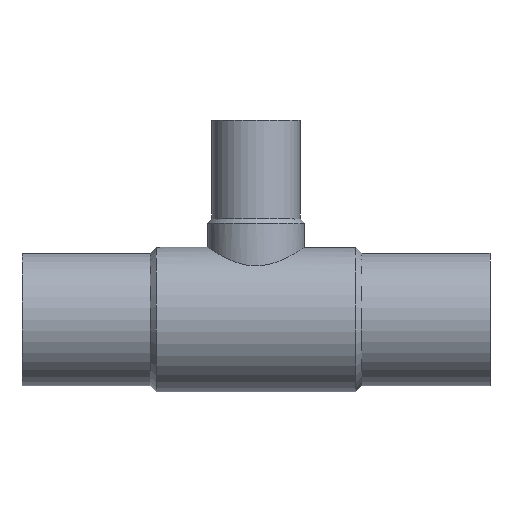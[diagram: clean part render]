
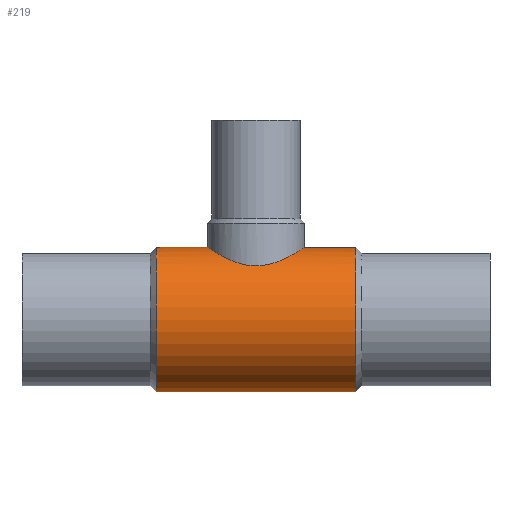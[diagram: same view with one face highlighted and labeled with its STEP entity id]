
A CAD part, top view. The second image highlights one B-rep face of the part: STEP entity #219.
In plain terms, the highlighted cylindrical face has radius 40.9 mm (diameter 81.8 mm), a partial arc.
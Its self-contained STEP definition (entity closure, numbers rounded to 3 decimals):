
#135 = VERTEX_POINT( '', #362 );
#137 = VERTEX_POINT( '', #364 );
#155 = EDGE_CURVE( '', #157, #333, #386, .T. );
#157 = VERTEX_POINT( '', #388 );
#181 = EDGE_CURVE( '', #135, #315, #415, .T. );
#199 = VERTEX_POINT( '', #434 );
#203 = EDGE_CURVE( '', #137, #157, #438, .T. );
#219 = ADVANCED_FACE( '', ( #454 ), #455, .T. );
#233 = EDGE_CURVE( '', #199, #137, #470, .T. );
#297 = EDGE_CURVE( '', #333, #135, #546, .T. );
#315 = VERTEX_POINT( '', #566 );
#329 = EDGE_CURVE( '', #199, #315, #581, .T. );
#333 = VERTEX_POINT( '', #586 );
#362 = CARTESIAN_POINT( '', ( -159.8, 40.9, 0. ) );
#364 = CARTESIAN_POINT( '', ( -75.9, -40.9, 0. ) );
#386 = LINE( '', #688, #689 );
#388 = CARTESIAN_POINT( '', ( -75.9, 40.9, 0. ) );
#415 = LINE( '', #731, #732 );
#434 = CARTESIAN_POINT( '', ( -189.1, -40.9, 0. ) );
#438 = CIRCLE( '', #762, 40.9 );
#454 = FACE_OUTER_BOUND( '', #782, .T. );
#455 = CYLINDRICAL_SURFACE( '', #783, 40.9 );
#470 = LINE( '', #803, #804 );
#546 = B_SPLINE_CURVE_WITH_KNOTS( '', 3, ( #960, #961, #962, #963, #964, #965, #966, #967, #968, #969, #970, #971, #972, #973, #974, #975, #976, #977, #978, #979, #980, #981, #982, #983, #984, #985, #986, #987, #988, #989, #990, #991, #992, #993, #994, #995, #996, #997, #998, #999, #1000, #1001, #1002, #1003, #1004, #1005, #1006, #1007, #1008, #1009, #1010, #1011, #1012, #1013, #1014, #1015, #1016, #1017, #1018, #1019, #1020, #1021 ), .UNSPECIFIED., .F., .F., ( 4, 2, 2, 2, 2, 2, 2, 2, 2, 2, 2, 2, 2, 2, 2, 2, 2, 2, 2, 2, 2, 2, 2, 2, 2, 2, 2, 2, 2, 2, 4 ), ( 42.851, 45.514, 48.178, 50.841, 53.504, 56.167, 58.831, 61.494, 64.157, 66.85, 69.544, 74.93, 77.623, 80.316, 83.009, 85.702, 88.395, 91.088, 93.781, 96.475, 101.861, 104.554, 107.247, 109.91, 112.573, 115.237, 117.9, 120.563, 123.227, 125.89, 128.553 ), .UNSPECIFIED. );
#566 = CARTESIAN_POINT( '', ( -189.1, 40.9, 0. ) );
#581 = CIRCLE( '', #1116, 40.9 );
#586 = CARTESIAN_POINT( '', ( -105.2, 40.9, 0. ) );
#688 = CARTESIAN_POINT( '', ( -132.5, 40.9, 0. ) );
#689 = VECTOR( '', #1168, 1. );
#731 = CARTESIAN_POINT( '', ( -132.5, 40.9, 0. ) );
#732 = VECTOR( '', #1191, 1. );
#762 = AXIS2_PLACEMENT_3D( '', #1208, #1209, #1210 );
#782 = EDGE_LOOP( '', ( #1228, #1229, #1230, #1231, #1232, #1233 ) );
#783 = AXIS2_PLACEMENT_3D( '', #1234, #1235, #1236 );
#803 = CARTESIAN_POINT( '', ( -132.5, -40.9, 0. ) );
#804 = VECTOR( '', #1252, 1. );
#960 = CARTESIAN_POINT( '', ( -105.2, 40.9, 0. ) );
#961 = CARTESIAN_POINT( '', ( -105.2, 40.9, 0.888 ) );
#962 = CARTESIAN_POINT( '', ( -105.243, 40.871, 1.786 ) );
#963 = CARTESIAN_POINT( '', ( -105.422, 40.752, 3.587 ) );
#964 = CARTESIAN_POINT( '', ( -105.556, 40.663, 4.489 ) );
#965 = CARTESIAN_POINT( '', ( -105.916, 40.425, 6.279 ) );
#966 = CARTESIAN_POINT( '', ( -106.142, 40.277, 7.168 ) );
#967 = CARTESIAN_POINT( '', ( -106.681, 39.926, 8.916 ) );
#968 = CARTESIAN_POINT( '', ( -106.994, 39.724, 9.775 ) );
#969 = CARTESIAN_POINT( '', ( -107.7, 39.274, 11.45 ) );
#970 = CARTESIAN_POINT( '', ( -108.094, 39.026, 12.266 ) );
#971 = CARTESIAN_POINT( '', ( -108.954, 38.494, 13.845 ) );
#972 = CARTESIAN_POINT( '', ( -109.42, 38.211, 14.608 ) );
#973 = CARTESIAN_POINT( '', ( -110.412, 37.62, 16.068 ) );
#974 = CARTESIAN_POINT( '', ( -110.938, 37.313, 16.767 ) );
#975 = CARTESIAN_POINT( '', ( -112.037, 36.689, 18.091 ) );
#976 = CARTESIAN_POINT( '', ( -112.609, 36.372, 18.717 ) );
#977 = CARTESIAN_POINT( '', ( -113.79, 35.74, 19.898 ) );
#978 = CARTESIAN_POINT( '', ( -114.421, 35.412, 20.474 ) );
#979 = CARTESIAN_POINT( '', ( -115.752, 34.752, 21.576 ) );
#980 = CARTESIAN_POINT( '', ( -116.452, 34.419, 22.102 ) );
#981 = CARTESIAN_POINT( '', ( -118.642, 33.435, 23.587 ) );
#982 = CARTESIAN_POINT( '', ( -120.224, 32.799, 24.451 ) );
#983 = CARTESIAN_POINT( '', ( -122.722, 31.977, 25.505 ) );
#984 = CARTESIAN_POINT( '', ( -123.576, 31.725, 25.816 ) );
#985 = CARTESIAN_POINT( '', ( -125.315, 31.28, 26.353 ) );
#986 = CARTESIAN_POINT( '', ( -126.2, 31.088, 26.579 ) );
#987 = CARTESIAN_POINT( '', ( -127.988, 30.775, 26.94 ) );
#988 = CARTESIAN_POINT( '', ( -128.89, 30.655, 27.076 ) );
#989 = CARTESIAN_POINT( '', ( -130.698, 30.495, 27.256 ) );
#990 = CARTESIAN_POINT( '', ( -131.602, 30.455, 27.3 ) );
#991 = CARTESIAN_POINT( '', ( -133.398, 30.455, 27.3 ) );
#992 = CARTESIAN_POINT( '', ( -134.302, 30.495, 27.256 ) );
#993 = CARTESIAN_POINT( '', ( -136.11, 30.655, 27.076 ) );
#994 = CARTESIAN_POINT( '', ( -137.012, 30.775, 26.94 ) );
#995 = CARTESIAN_POINT( '', ( -138.8, 31.088, 26.579 ) );
#996 = CARTESIAN_POINT( '', ( -139.685, 31.28, 26.353 ) );
#997 = CARTESIAN_POINT( '', ( -141.424, 31.725, 25.816 ) );
#998 = CARTESIAN_POINT( '', ( -142.278, 31.977, 25.505 ) );
#999 = CARTESIAN_POINT( '', ( -144.776, 32.799, 24.451 ) );
#1000 = CARTESIAN_POINT( '', ( -146.358, 33.435, 23.587 ) );
#1001 = CARTESIAN_POINT( '', ( -148.548, 34.419, 22.102 ) );
#1002 = CARTESIAN_POINT( '', ( -149.248, 34.752, 21.576 ) );
#1003 = CARTESIAN_POINT( '', ( -150.579, 35.412, 20.474 ) );
#1004 = CARTESIAN_POINT( '', ( -151.21, 35.74, 19.898 ) );
#1005 = CARTESIAN_POINT( '', ( -152.391, 36.372, 18.717 ) );
#1006 = CARTESIAN_POINT( '', ( -152.963, 36.689, 18.091 ) );
#1007 = CARTESIAN_POINT( '', ( -154.062, 37.313, 16.767 ) );
#1008 = CARTESIAN_POINT( '', ( -154.588, 37.62, 16.068 ) );
#1009 = CARTESIAN_POINT( '', ( -155.58, 38.211, 14.608 ) );
#1010 = CARTESIAN_POINT( '', ( -156.046, 38.494, 13.845 ) );
#1011 = CARTESIAN_POINT( '', ( -156.906, 39.026, 12.266 ) );
#1012 = CARTESIAN_POINT( '', ( -157.3, 39.274, 11.45 ) );
#1013 = CARTESIAN_POINT( '', ( -158.006, 39.724, 9.775 ) );
#1014 = CARTESIAN_POINT( '', ( -158.319, 39.926, 8.916 ) );
#1015 = CARTESIAN_POINT( '', ( -158.858, 40.277, 7.168 ) );
#1016 = CARTESIAN_POINT( '', ( -159.084, 40.425, 6.279 ) );
#1017 = CARTESIAN_POINT( '', ( -159.444, 40.663, 4.489 ) );
#1018 = CARTESIAN_POINT( '', ( -159.578, 40.752, 3.587 ) );
#1019 = CARTESIAN_POINT( '', ( -159.757, 40.871, 1.786 ) );
#1020 = CARTESIAN_POINT( '', ( -159.8, 40.9, 0.888 ) );
#1021 = CARTESIAN_POINT( '', ( -159.8, 40.9, 0. ) );
#1116 = AXIS2_PLACEMENT_3D( '', #1402, #1403, #1404 );
#1168 = DIRECTION( '', ( -1., 0., 0. ) );
#1191 = DIRECTION( '', ( -1., 0., 0. ) );
#1208 = CARTESIAN_POINT( '', ( -75.9, 0., 0. ) );
#1209 = DIRECTION( '', ( -1., 0., 0. ) );
#1210 = DIRECTION( '', ( 0., 1., 0. ) );
#1228 = ORIENTED_EDGE( '', *, *, #155, .T. );
#1229 = ORIENTED_EDGE( '', *, *, #297, .T. );
#1230 = ORIENTED_EDGE( '', *, *, #181, .T. );
#1231 = ORIENTED_EDGE( '', *, *, #329, .F. );
#1232 = ORIENTED_EDGE( '', *, *, #233, .T. );
#1233 = ORIENTED_EDGE( '', *, *, #203, .T. );
#1234 = CARTESIAN_POINT( '', ( -132.5, 0., 0. ) );
#1235 = DIRECTION( '', ( 1., 0., 0. ) );
#1236 = DIRECTION( '', ( 0., 1., 0. ) );
#1252 = DIRECTION( '', ( 1., 0., 0. ) );
#1402 = CARTESIAN_POINT( '', ( -189.1, 0., 0. ) );
#1403 = DIRECTION( '', ( -1., 0., 0. ) );
#1404 = DIRECTION( '', ( 0., 1., 0. ) );
